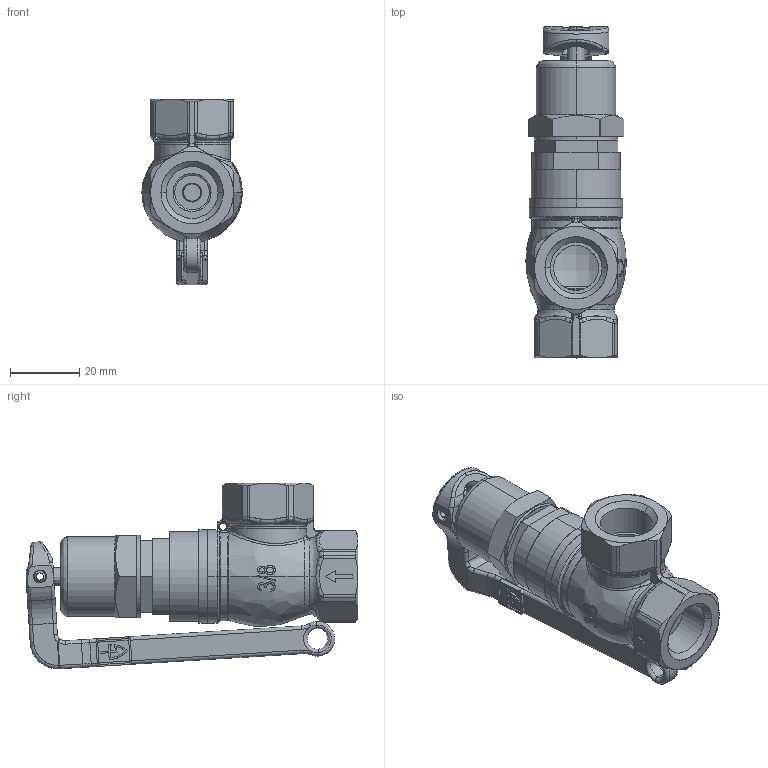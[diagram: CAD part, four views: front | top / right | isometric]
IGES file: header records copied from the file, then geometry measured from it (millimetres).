
Start section: SolidWorks IGES file using analytic representation for surfaces
Global section: file name: 615T 616E 3-8 Dummy.IGS; native system: SolidWorks 2010; preprocessor: SolidWorks 2010; author: Blankenhorn2; date: 100810.143550; units: millimetre
Bounding box: 28.95 x 96 x 53.7 mm (x, y, z)
Surface area: 22002 mm2 (no closed solid volume)
Topology: 0 solids, 0 shells, 746 faces, 9245 edges, 9223 vertices
Faces by surface type: bspline 463, revolution 283
